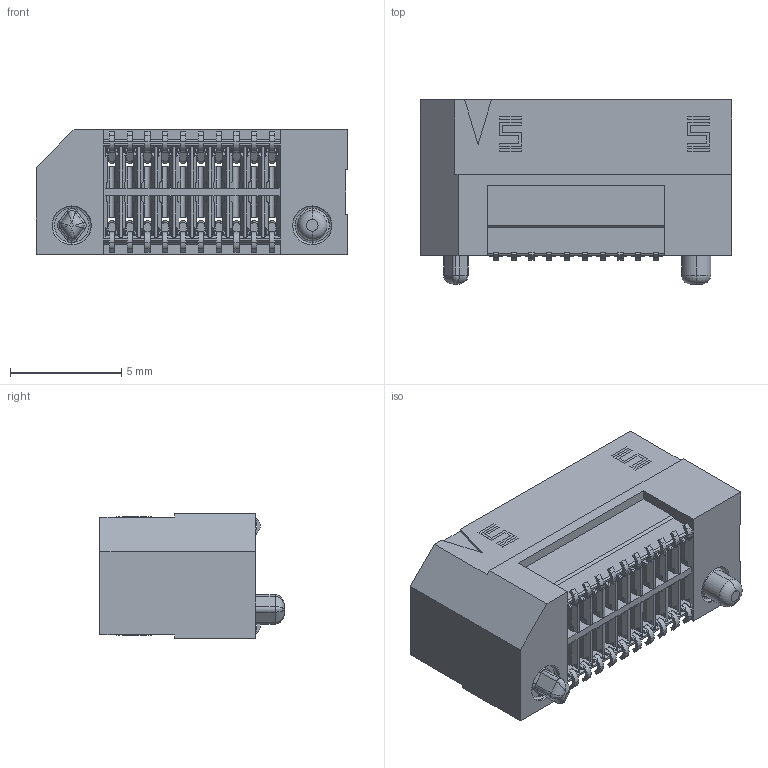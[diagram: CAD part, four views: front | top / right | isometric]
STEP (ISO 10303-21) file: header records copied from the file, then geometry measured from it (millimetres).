
FILE_DESCRIPTION (( 'STEP AP203' ), '1' );
FILE_NAME ('ERF8-010-07.0-X-DV.step', '2007-11-21T14:49:02', ( ' ' ), ( ' ' ), 'SwSTEP 2.0', 'SolidWorks 2007', '' );
FILE_SCHEMA (( 'CONFIG_CONTROL_DESIGN' ));
Length unit declared in the file: millimetre
Products named in the file (3): ERF8-XXX-XX.X-DV-XX_-07 30 pos; C-211-XX.X-X_-07 ; ERF8-010-07.0-X-DV
Assembly tree (21 placements, depth 2):
  ERF8-010-07.0-X-DV
    C-211-XX.X-X_-07   x20
    ERF8-XXX-XX.X-DV-XX_-07 30 pos
Bounding box: 14 x 8.27 x 5.6 mm (x, y, z)
Volume: 283.2 mm3; surface area: 1126.1 mm2
Topology: 21 solids, 21 shells, 2812 faces, 7708 edges, 4832 vertices
Faces by surface type: plane 1918, cylinder 517, bspline 324, torus 53
Entity records: 34262 total; most frequent: CARTESIAN_POINT 6850, ORIENTED_EDGE 5938, DIRECTION 4985, EDGE_CURVE 2969, VECTOR 2645, LINE 2645, VERTEX_POINT 1925, AXIS2_PLACEMENT_3D 1170
